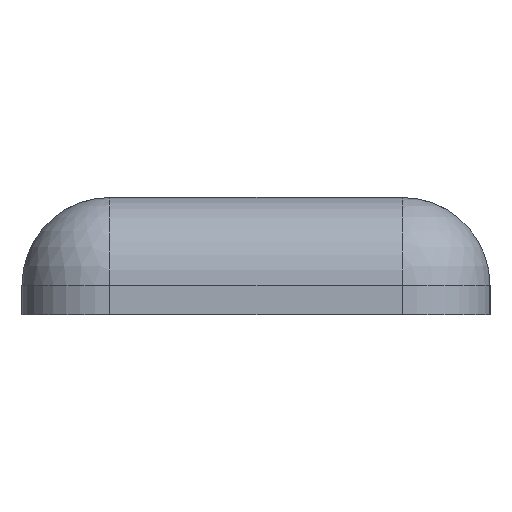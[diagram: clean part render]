
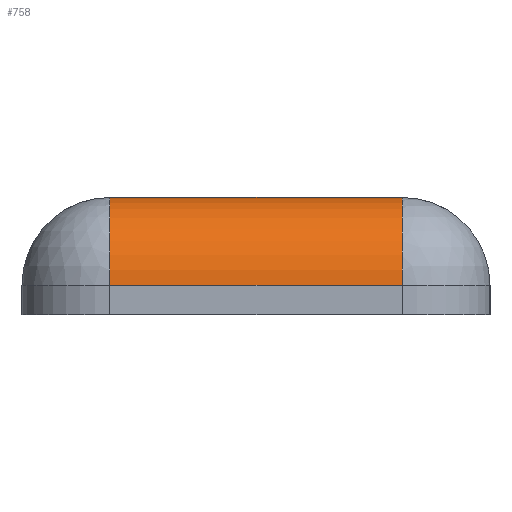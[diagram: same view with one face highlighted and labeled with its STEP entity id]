
A CAD part, left-side view. The second image highlights one B-rep face of the part: STEP entity #758.
In plain terms, the highlighted cylindrical face has radius 3 mm (diameter 6 mm), a partial arc.
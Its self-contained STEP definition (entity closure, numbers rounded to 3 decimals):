
#391=CYLINDRICAL_SURFACE('',#724,3.);
#403=CIRCLE('',#722,3.);
#405=CIRCLE('',#725,3.);
#444=ORIENTED_EDGE('',*,*,#547,.T.);
#445=ORIENTED_EDGE('',*,*,#566,.F.);
#446=ORIENTED_EDGE('',*,*,#567,.F.);
#447=ORIENTED_EDGE('',*,*,#564,.T.);
#487=VECTOR('',#621,1.);
#498=VECTOR('',#664,1.);
#507=LINE('',#779,#487);
#518=LINE('',#818,#498);
#527=VERTEX_POINT('',#776);
#528=VERTEX_POINT('',#778);
#539=VERTEX_POINT('',#812);
#540=VERTEX_POINT('',#816);
#547=EDGE_CURVE('',#528,#527,#507,.T.);
#564=EDGE_CURVE('',#539,#528,#403,.T.);
#566=EDGE_CURVE('',#540,#527,#405,.T.);
#567=EDGE_CURVE('',#539,#540,#518,.T.);
#588=EDGE_LOOP('',(#444,#445,#446,#447));
#606=FACE_BOUND('',#588,.T.);
#621=DIRECTION('',(0.,-10.,0.));
#656=DIRECTION('',(0.,-1.,0.));
#657=DIRECTION('',(0.,0.,-3.));
#660=DIRECTION('',(0.,-1.,0.));
#661=DIRECTION('',(0.,0.,1.));
#662=DIRECTION('',(0.,-1.,0.));
#663=DIRECTION('',(0.,0.,-3.));
#664=DIRECTION('',(0.,-10.,0.));
#722=AXIS2_PLACEMENT_3D('',#813,#656,#657);
#724=AXIS2_PLACEMENT_3D('',#815,#660,#661);
#725=AXIS2_PLACEMENT_3D('',#817,#662,#663);
#758=ADVANCED_FACE('',(#606),#391,.T.);
#776=CARTESIAN_POINT('',(-65.955,-10.876,1.));
#778=CARTESIAN_POINT('',(-65.955,-0.876,1.));
#779=CARTESIAN_POINT('',(-65.955,-0.876,1.));
#812=CARTESIAN_POINT('',(-62.955,-0.876,4.));
#813=CARTESIAN_POINT('',(-62.955,-0.876,1.));
#815=CARTESIAN_POINT('',(-62.955,-5.876,1.));
#816=CARTESIAN_POINT('',(-62.955,-10.876,4.));
#817=CARTESIAN_POINT('',(-62.955,-10.876,1.));
#818=CARTESIAN_POINT('',(-62.955,-0.876,4.));
